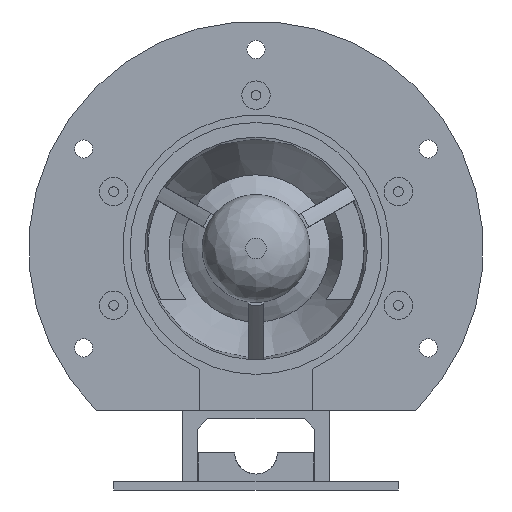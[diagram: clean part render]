
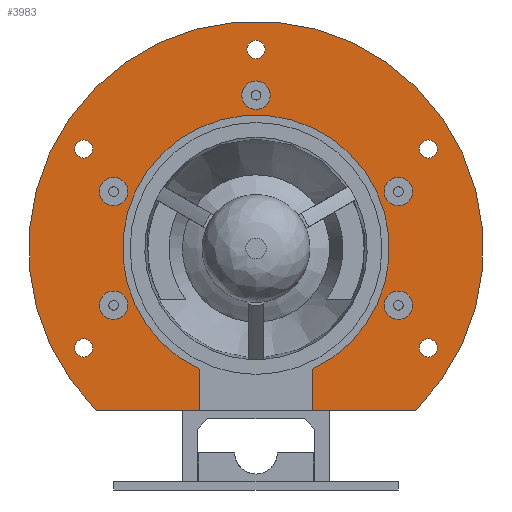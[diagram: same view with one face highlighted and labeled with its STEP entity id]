
A CAD part, front view. The second image highlights one B-rep face of the part: STEP entity #3983.
In plain terms, the highlighted planar face has unit normal (0, -1, 0).
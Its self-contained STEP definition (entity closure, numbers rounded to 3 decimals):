
#195=FACE_BOUND('',#831,.T.);
#196=FACE_BOUND('',#832,.T.);
#197=FACE_BOUND('',#833,.T.);
#198=FACE_BOUND('',#834,.T.);
#199=FACE_BOUND('',#835,.T.);
#200=FACE_BOUND('',#836,.T.);
#201=FACE_BOUND('',#837,.T.);
#202=FACE_BOUND('',#838,.T.);
#203=FACE_BOUND('',#839,.T.);
#204=FACE_BOUND('',#840,.T.);
#328=PLANE('',#4426);
#527=FACE_OUTER_BOUND('',#830,.T.);
#830=EDGE_LOOP('',(#3399,#3400,#3401,#3402,#3403,#3404));
#831=EDGE_LOOP('',(#3405));
#832=EDGE_LOOP('',(#3406));
#833=EDGE_LOOP('',(#3407));
#834=EDGE_LOOP('',(#3408));
#835=EDGE_LOOP('',(#3409));
#836=EDGE_LOOP('',(#3410));
#837=EDGE_LOOP('',(#3411));
#838=EDGE_LOOP('',(#3412));
#839=EDGE_LOOP('',(#3413));
#840=EDGE_LOOP('',(#3414));
#1121=LINE('',#6588,#1428);
#1125=LINE('',#6597,#1432);
#1127=LINE('',#6601,#1434);
#1136=LINE('',#6618,#1443);
#1428=VECTOR('',#5236,10.);
#1432=VECTOR('',#5242,10.);
#1434=VECTOR('',#5246,10.);
#1443=VECTOR('',#5257,10.);
#1674=CIRCLE('',#4373,5.);
#1677=CIRCLE('',#4378,5.);
#1680=CIRCLE('',#4383,5.);
#1683=CIRCLE('',#4388,5.);
#1686=CIRCLE('',#4393,5.);
#1703=CIRCLE('',#4415,3.2);
#1704=CIRCLE('',#4417,3.2);
#1705=CIRCLE('',#4419,3.2);
#1706=CIRCLE('',#4421,3.2);
#1707=CIRCLE('',#4423,3.2);
#1708=CIRCLE('',#4425,80.);
#1709=CIRCLE('',#4427,46.935);
#1968=VERTEX_POINT('',#6585);
#1969=VERTEX_POINT('',#6587);
#1972=VERTEX_POINT('',#6594);
#1973=VERTEX_POINT('',#6596);
#1974=VERTEX_POINT('',#6600);
#1981=VERTEX_POINT('',#6616);
#1982=VERTEX_POINT('',#6620);
#1985=VERTEX_POINT('',#6629);
#1988=VERTEX_POINT('',#6638);
#1991=VERTEX_POINT('',#6647);
#1994=VERTEX_POINT('',#6656);
#2007=VERTEX_POINT('',#6692);
#2008=VERTEX_POINT('',#6696);
#2009=VERTEX_POINT('',#6700);
#2010=VERTEX_POINT('',#6704);
#2011=VERTEX_POINT('',#6708);
#2438=EDGE_CURVE('',#1969,#1968,#1121,.T.);
#2442=EDGE_CURVE('',#1973,#1972,#1125,.T.);
#2444=EDGE_CURVE('',#1974,#1969,#1127,.T.);
#2453=EDGE_CURVE('',#1972,#1981,#1136,.T.);
#2454=EDGE_CURVE('',#1982,#1982,#1674,.T.);
#2458=EDGE_CURVE('',#1985,#1985,#1677,.T.);
#2462=EDGE_CURVE('',#1988,#1988,#1680,.T.);
#2466=EDGE_CURVE('',#1991,#1991,#1683,.T.);
#2470=EDGE_CURVE('',#1994,#1994,#1686,.T.);
#2489=EDGE_CURVE('',#2007,#2007,#1703,.T.);
#2491=EDGE_CURVE('',#2008,#2008,#1704,.T.);
#2493=EDGE_CURVE('',#2009,#2009,#1705,.T.);
#2495=EDGE_CURVE('',#2010,#2010,#1706,.T.);
#2497=EDGE_CURVE('',#2011,#2011,#1707,.T.);
#2498=EDGE_CURVE('',#1981,#1974,#1708,.T.);
#2499=EDGE_CURVE('',#1968,#1973,#1709,.T.);
#3399=ORIENTED_EDGE('',*,*,#2442,.T.);
#3400=ORIENTED_EDGE('',*,*,#2453,.T.);
#3401=ORIENTED_EDGE('',*,*,#2498,.T.);
#3402=ORIENTED_EDGE('',*,*,#2444,.T.);
#3403=ORIENTED_EDGE('',*,*,#2438,.T.);
#3404=ORIENTED_EDGE('',*,*,#2499,.T.);
#3405=ORIENTED_EDGE('',*,*,#2454,.T.);
#3406=ORIENTED_EDGE('',*,*,#2458,.T.);
#3407=ORIENTED_EDGE('',*,*,#2462,.T.);
#3408=ORIENTED_EDGE('',*,*,#2466,.T.);
#3409=ORIENTED_EDGE('',*,*,#2470,.T.);
#3410=ORIENTED_EDGE('',*,*,#2489,.T.);
#3411=ORIENTED_EDGE('',*,*,#2491,.T.);
#3412=ORIENTED_EDGE('',*,*,#2493,.T.);
#3413=ORIENTED_EDGE('',*,*,#2495,.T.);
#3414=ORIENTED_EDGE('',*,*,#2497,.T.);
#3983=ADVANCED_FACE('',(#527,#195,#196,#197,#198,#199,#200,#201,#202,#203,
#204),#328,.F.);
#4373=AXIS2_PLACEMENT_3D('',#6621,#5260,#5261);
#4378=AXIS2_PLACEMENT_3D('',#6630,#5271,#5272);
#4383=AXIS2_PLACEMENT_3D('',#6639,#5282,#5283);
#4388=AXIS2_PLACEMENT_3D('',#6648,#5293,#5294);
#4393=AXIS2_PLACEMENT_3D('',#6657,#5304,#5305);
#4415=AXIS2_PLACEMENT_3D('',#6694,#5350,#5351);
#4417=AXIS2_PLACEMENT_3D('',#6698,#5355,#5356);
#4419=AXIS2_PLACEMENT_3D('',#6702,#5360,#5361);
#4421=AXIS2_PLACEMENT_3D('',#6706,#5365,#5366);
#4423=AXIS2_PLACEMENT_3D('',#6710,#5370,#5371);
#4425=AXIS2_PLACEMENT_3D('',#6712,#5374,#5375);
#4426=AXIS2_PLACEMENT_3D('',#6713,#5376,#5377);
#4427=AXIS2_PLACEMENT_3D('',#6714,#5378,#5379);
#5236=DIRECTION('',(0.,0.,1.));
#5242=DIRECTION('',(0.,0.,-1.));
#5246=DIRECTION('',(1.,0.,0.));
#5257=DIRECTION('',(1.,0.,0.));
#5260=DIRECTION('center_axis',(0.,1.,0.));
#5261=DIRECTION('ref_axis',(1.,0.,0.));
#5271=DIRECTION('center_axis',(0.,1.,0.));
#5272=DIRECTION('ref_axis',(1.,0.,0.));
#5282=DIRECTION('center_axis',(0.,1.,0.));
#5283=DIRECTION('ref_axis',(1.,0.,0.));
#5293=DIRECTION('center_axis',(0.,1.,0.));
#5294=DIRECTION('ref_axis',(1.,0.,0.));
#5304=DIRECTION('center_axis',(0.,1.,0.));
#5305=DIRECTION('ref_axis',(1.,0.,0.));
#5350=DIRECTION('center_axis',(0.,1.,0.));
#5351=DIRECTION('ref_axis',(1.,0.,0.));
#5355=DIRECTION('center_axis',(0.,1.,0.));
#5356=DIRECTION('ref_axis',(1.,0.,0.));
#5360=DIRECTION('center_axis',(0.,1.,0.));
#5361=DIRECTION('ref_axis',(1.,0.,0.));
#5365=DIRECTION('center_axis',(0.,1.,0.));
#5366=DIRECTION('ref_axis',(1.,0.,0.));
#5370=DIRECTION('center_axis',(0.,1.,0.));
#5371=DIRECTION('ref_axis',(1.,0.,0.));
#5374=DIRECTION('center_axis',(0.,-1.,0.));
#5375=DIRECTION('ref_axis',(1.,0.,0.));
#5376=DIRECTION('center_axis',(0.,1.,0.));
#5377=DIRECTION('ref_axis',(0.,0.,1.));
#5378=DIRECTION('center_axis',(0.,1.,0.));
#5379=DIRECTION('ref_axis',(1.,0.,0.));
#6585=CARTESIAN_POINT('',(-20.,225.,-195.636));
#6587=CARTESIAN_POINT('',(-20.,225.,-210.081));
#6588=CARTESIAN_POINT('',(-20.,225.,-181.628));
#6594=CARTESIAN_POINT('',(20.,225.,-210.081));
#6596=CARTESIAN_POINT('',(20.,225.,-195.636));
#6597=CARTESIAN_POINT('',(20.,225.,-174.405));
#6600=CARTESIAN_POINT('',(-56.229,225.,-210.081));
#6601=CARTESIAN_POINT('',(-20.7,225.,-210.081));
#6616=CARTESIAN_POINT('',(56.229,225.,-210.081));
#6618=CARTESIAN_POINT('',(-20.7,225.,-210.081));
#6620=CARTESIAN_POINT('',(-55.09,225.,-173.175));
#6621=CARTESIAN_POINT('Origin',(-50.09,225.,-173.175));
#6629=CARTESIAN_POINT('',(-55.09,225.,-133.175));
#6630=CARTESIAN_POINT('Origin',(-50.09,225.,-133.175));
#6638=CARTESIAN_POINT('',(45.09,225.,-173.175));
#6639=CARTESIAN_POINT('Origin',(50.09,225.,-173.175));
#6647=CARTESIAN_POINT('',(-5.,225.,-99.24));
#6648=CARTESIAN_POINT('Origin',(0.,225.,-99.24));
#6656=CARTESIAN_POINT('',(45.09,225.,-133.175));
#6657=CARTESIAN_POINT('Origin',(50.09,225.,-133.175));
#6692=CARTESIAN_POINT('',(57.422,225.,-118.175));
#6694=CARTESIAN_POINT('Origin',(60.622,225.,-118.175));
#6696=CARTESIAN_POINT('',(-63.822,225.,-118.175));
#6698=CARTESIAN_POINT('Origin',(-60.622,225.,-118.175));
#6700=CARTESIAN_POINT('',(57.422,225.,-188.175));
#6702=CARTESIAN_POINT('Origin',(60.622,225.,-188.175));
#6704=CARTESIAN_POINT('',(-3.2,225.,-83.175));
#6706=CARTESIAN_POINT('Origin',(0.,225.,-83.175));
#6708=CARTESIAN_POINT('',(-63.822,225.,-188.175));
#6710=CARTESIAN_POINT('Origin',(-60.622,225.,-188.175));
#6712=CARTESIAN_POINT('Origin',(0.,225.,-153.175));
#6713=CARTESIAN_POINT('Origin',(0.,225.,-153.175));
#6714=CARTESIAN_POINT('Origin',(0.,225.,-153.175));
